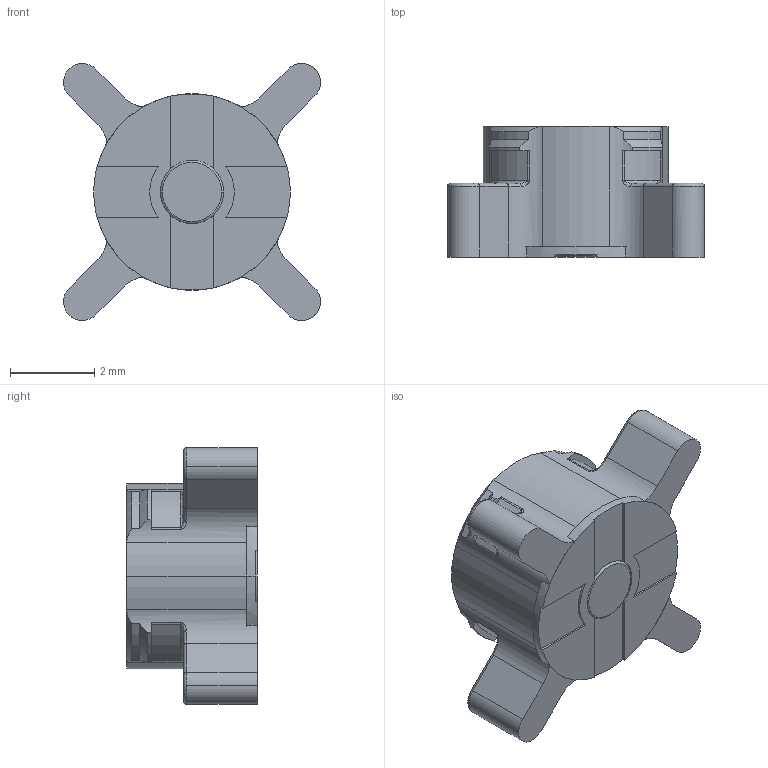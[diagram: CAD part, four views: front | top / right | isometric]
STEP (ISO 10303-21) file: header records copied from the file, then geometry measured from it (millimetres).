
FILE_DESCRIPTION (( 'STEP AP214' ), '1' );
FILE_NAME ('RFPCB-MMBX-FS-12G124_3D.step', '2023-03-17T15:12:33', ( '' ), ( '' ), 'SwSTEP 2.0', 'SolidWorks 2022', '' );
FILE_SCHEMA (( 'AUTOMOTIVE_DESIGN' ));
Length unit declared in the file: inch
Products named in the file (1): RFPCB-MMBX-FS-12G124_3D
Bounding box: 6.1 x 3.1 x 6.1 mm (x, y, z)
Volume: 43.7 mm3; surface area: 191.8 mm2
Topology: 3 solids, 3 shells, 157 faces, 398 edges, 250 vertices
Faces by surface type: cylinder 74, plane 43, torus 22, cone 10, bspline 8
Entity records: 5259 total; most frequent: CARTESIAN_POINT 1248, DIRECTION 882, ORIENTED_EDGE 796, EDGE_CURVE 398, AXIS2_PLACEMENT_3D 368, VERTEX_POINT 250, CIRCLE 218, EDGE_LOOP 164
